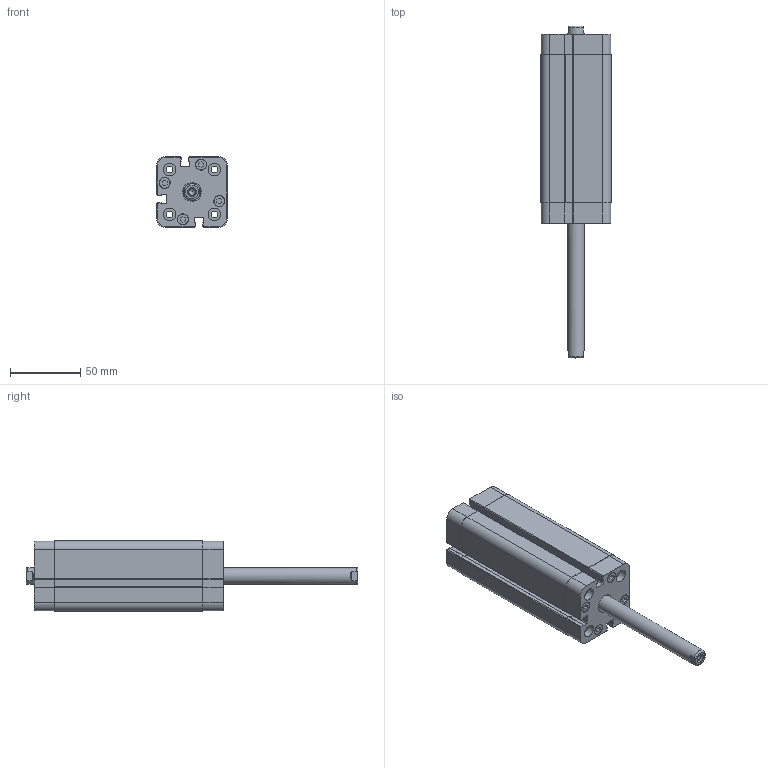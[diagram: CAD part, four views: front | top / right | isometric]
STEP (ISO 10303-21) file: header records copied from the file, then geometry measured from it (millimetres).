
FILE_DESCRIPTION((''),'2;1');
FILE_NAME('ADMP032.090.GS.F.stp','2011-07-29T09:57:16',('Administrator'),(''),'Autodesk Inventor 2012','Autodesk Inventor 2012','');
FILE_SCHEMA(('AUTOMOTIVE_DESIGN { 1 0 10303 214 1 1 1 1 }'));
Length unit declared in the file: millimetre
Products named in the file (1): ADMP032.090.GS.F
Bounding box: 50.1 x 236.5 x 50.1 mm (x, y, z)
Volume: 311859.1 mm3; surface area: 51962.8 mm2
Topology: 1 solids, 1 shells, 308 faces, 798 edges, 532 vertices
Faces by surface type: plane 182, cylinder 122, cone 2, torus 2
Full cylindrical faces by diameter (mm): 4.917 x6, 6.25 x2, 7.5 x8, 8 x8, 8.566 x2, 9 x8, 12 x2, 13.6 x2
Entity records: 9605 total; most frequent: CARTESIAN_POINT 1665, DIRECTION 1614, ORIENTED_EDGE 1496, EDGE_CURVE 748, AXIS2_PLACEMENT_3D 561, VERTEX_POINT 524, VECTOR 492, LINE 492
